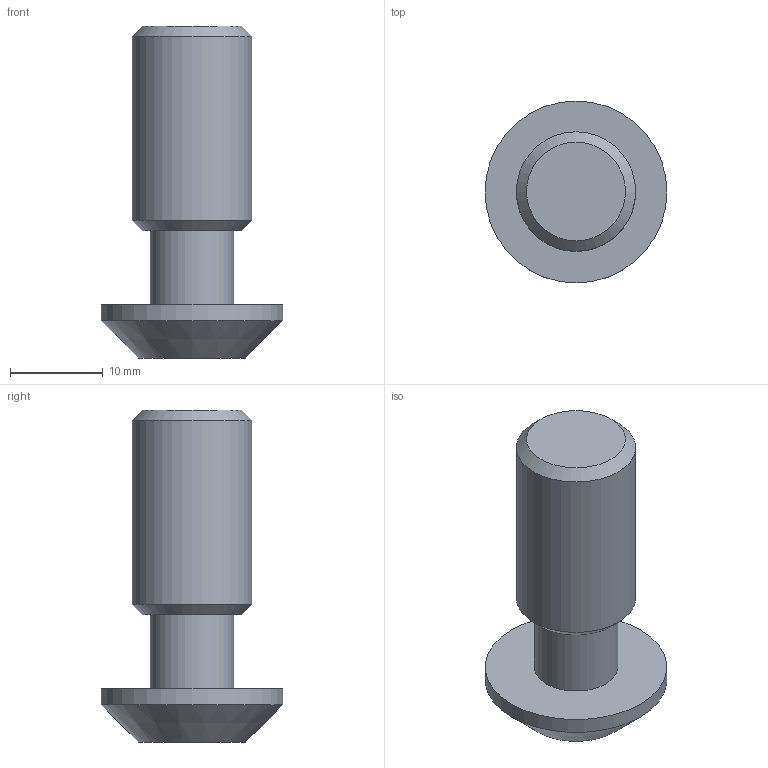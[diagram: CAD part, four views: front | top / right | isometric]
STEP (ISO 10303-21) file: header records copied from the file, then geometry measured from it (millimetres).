
FILE_DESCRIPTION(/* description */ ('CORE SCREW'),/* implementation_level */ '2;1');
FILE_NAME(/* name */ '3842530235.stp',/* time_stamp */ '2026-03-17T09:39:48+01:00',/* author */ ('andreas.svensson'),/* organization */ (''),/* preprocessor_version */ 'ST-DEVELOPER v20.1',/* originating_system */ 'Autodesk Inventor 2026',/* authorisation */ '');
FILE_SCHEMA (('AUTOMOTIVE_DESIGN { 1 0 10303 214 3 1 1 }'));
Length unit declared in the file: millimetre
Products named in the file (1): 3842530235
Bounding box: 19.56 x 19.56 x 35.7 mm (x, y, z)
Volume: 4595.3 mm3; surface area: 1976.8 mm2
Topology: 1 solids, 1 shells, 10 faces, 15 edges, 9 vertices
Faces by surface type: plane 4, cylinder 3, cone 3
Full cylindrical faces by diameter (mm): 8.96 x1, 12.84 x1, 19.56 x1
Entity records: 276 total; most frequent: DIRECTION 46, CARTESIAN_POINT 35, ORIENTED_EDGE 30, AXIS2_PLACEMENT_3D 20, EDGE_CURVE 15, EDGE_LOOP 12, FACE_OUTER_BOUND 10, ADVANCED_FACE 10
